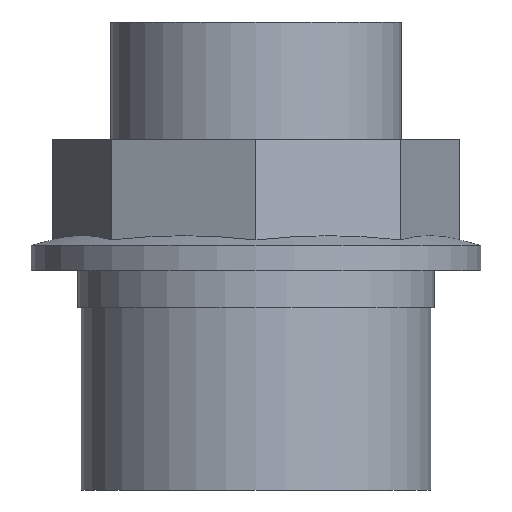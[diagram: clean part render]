
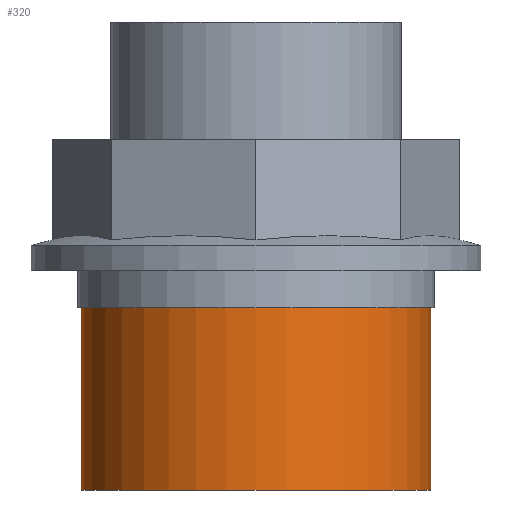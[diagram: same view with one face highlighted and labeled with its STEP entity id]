
A CAD part, front view. The second image highlights one B-rep face of the part: STEP entity #320.
In plain terms, the highlighted cylindrical face has radius 13.22 mm (diameter 26.441 mm), a full revolution.
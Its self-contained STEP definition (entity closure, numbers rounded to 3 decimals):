
#14=FACE_BOUND($,#85,.T.);
#31=CIRCLE($,#347,13.221);
#32=CIRCLE($,#348,13.221);
#45=CYLINDRICAL_SURFACE($,#346,13.221);
#63=FACE_OUTER_BOUND($,#84,.T.);
#84=EDGE_LOOP($,(#254));
#85=EDGE_LOOP($,(#255));
#170=VERTEX_POINT($,#533);
#171=VERTEX_POINT($,#535);
#208=EDGE_CURVE($,#170,#170,#31,.T.);
#209=EDGE_CURVE($,#171,#171,#32,.T.);
#254=ORIENTED_EDGE($,*,*,#208,.F.);
#255=ORIENTED_EDGE($,*,*,#209,.T.);
#320=ADVANCED_FACE($,(#63,#14),#45,.T.);
#346=AXIS2_PLACEMENT_3D($,#532,#409,#410);
#347=AXIS2_PLACEMENT_3D($,#534,#411,#412);
#348=AXIS2_PLACEMENT_3D($,#536,#413,#414);
#409=DIRECTION('center_axis',(0.,0.,1.));
#410=DIRECTION('ref_axis',(0.,-1.,0.));
#411=DIRECTION('center_axis',(0.,0.,1.));
#412=DIRECTION('ref_axis',(0.,-1.,0.));
#413=DIRECTION('center_axis',(0.,0.,1.));
#414=DIRECTION('ref_axis',(0.,-1.,0.));
#532=CARTESIAN_POINT('Origin',(0.,0.,6.9));
#533=CARTESIAN_POINT('',(0.,-13.221,13.8));
#534=CARTESIAN_POINT('Origin',(0.,0.,13.8));
#535=CARTESIAN_POINT('',(0.,-13.221,0.));
#536=CARTESIAN_POINT('Origin',(0.,0.,0.));
